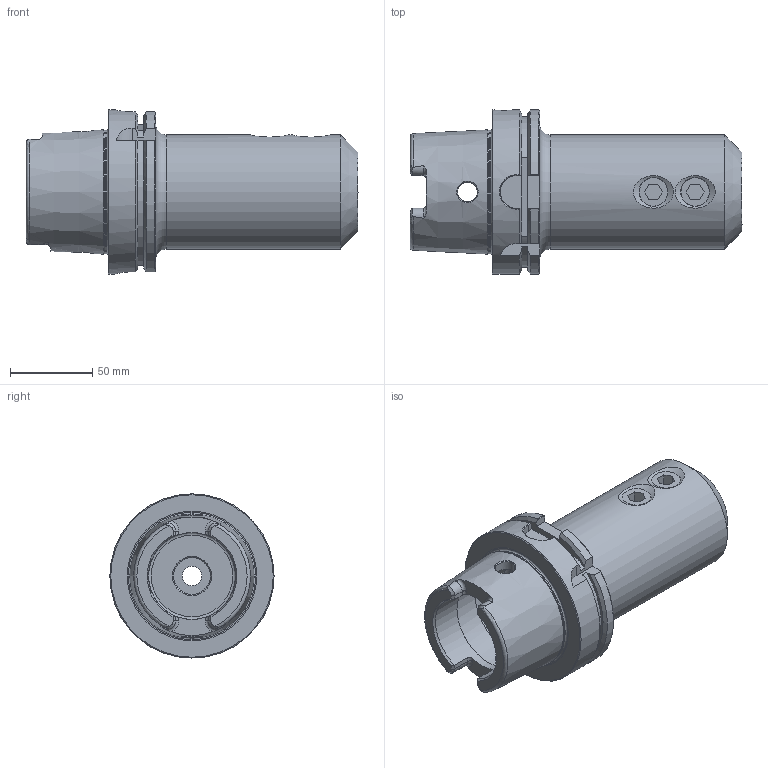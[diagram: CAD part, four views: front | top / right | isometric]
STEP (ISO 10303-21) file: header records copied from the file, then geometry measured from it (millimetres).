
FILE_DESCRIPTION((''),'2;1');
FILE_NAME('H100-15EM600.stp','2014-08-07T10:19:30',('kaykin'),(''),'Autodesk Inventor 2012','Autodesk Inventor 2012','');
FILE_SCHEMA(('AUTOMOTIVE_DESIGN { 1 0 10303 214 1 1 1 1 }'));
Length unit declared in the file: inch
Products named in the file (3): H100-15EM600; 029-922
Assembly tree (3 placements, depth 2):
  H100-15EM600
    H100-15EM600
    029-922  x2
Bounding box: 202.4 x 100 x 100 mm (x, y, z)
Volume: 592485.4 mm3; surface area: 92007.7 mm2
Topology: 3 solids, 3 shells, 154 faces, 386 edges, 244 vertices
Faces by surface type: plane 62, cylinder 38, cone 30, torus 13, bspline 11
Full cylindrical faces by diameter (mm): 10 x1, 12 x3, 17.323 x2, 19.05 x2, 22.377 x1, 25.016 x1, 38.1 x1, 39.624 x1, 53 x2, 63 x1, 69.85 x1, 75.364 x1, 100 x1
Entity records: 5143 total; most frequent: CARTESIAN_POINT 1880, ORIENTED_EDGE 620, DIRECTION 595, EDGE_CURVE 310, AXIS2_PLACEMENT_3D 244, VERTEX_POINT 215, EDGE_LOOP 195, FACE_OUTER_BOUND 142
